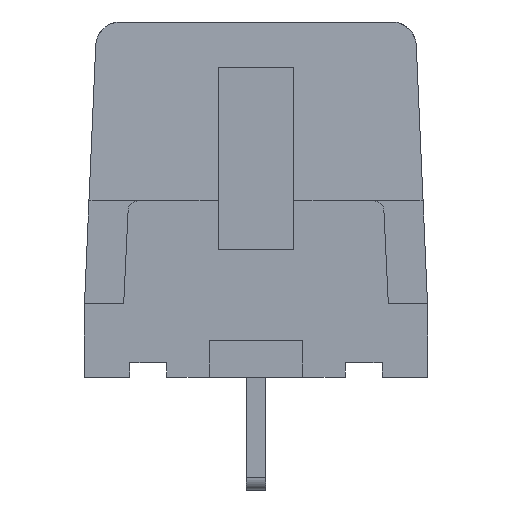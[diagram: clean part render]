
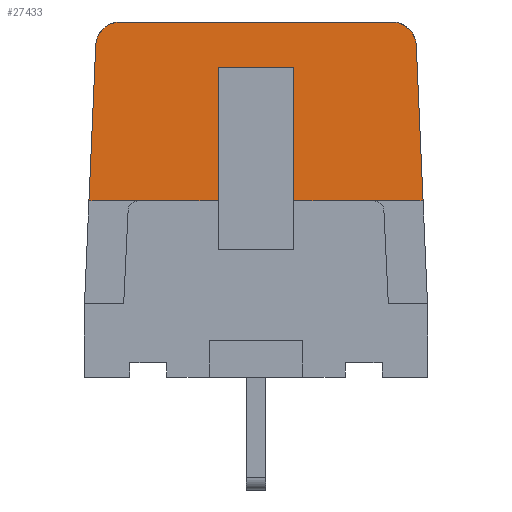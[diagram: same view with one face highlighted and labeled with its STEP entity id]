
A CAD part, front view. The second image highlights one B-rep face of the part: STEP entity #27433.
In plain terms, the highlighted planar face has unit normal (0, -1, 0.032).
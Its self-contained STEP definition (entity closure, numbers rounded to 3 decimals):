
#67 = CARTESIAN_POINT ( 'NONE',  ( -1.55, -4.37, 5.436 ) ) ;
#522 = VERTEX_POINT ( 'NONE', #23988 ) ;
#765 = CARTESIAN_POINT ( 'NONE',  ( 5.543, -4.31, 7.3 ) ) ;
#1111 = ORIENTED_EDGE ( 'NONE', *, *, #22411, .T. ) ;
#1215 = CARTESIAN_POINT ( 'NONE',  ( 6.817, -4.545, 0. ) ) ;
#1747 = EDGE_CURVE ( 'NONE', #32069, #22336, #18754, .T. ) ;
#1994 = VERTEX_POINT ( 'NONE', #1215 ) ;
#2519 = CARTESIAN_POINT ( 'NONE',  ( 5.4, -4.545, 0. ) ) ;
#3002 = ORIENTED_EDGE ( 'NONE', *, *, #1747, .T. ) ;
#3013 = LINE ( 'NONE', #33542, #34514 ) ;
#3050 =( BOUNDED_CURVE ( )  B_SPLINE_CURVE ( 3, ( #36321, #20643, #17584, #5639 ),
 .UNSPECIFIED., .F., .F. ) 
 B_SPLINE_CURVE_WITH_KNOTS ( ( 4, 4 ),
 ( 3.142, 4.669 ),
 .UNSPECIFIED. ) 
 CURVE ( )  GEOMETRIC_REPRESENTATION_ITEM ( )  RATIONAL_B_SPLINE_CURVE ( ( 1., 0.815, 0.815, 1. ) ) 
 REPRESENTATION_ITEM ( '' )  );
#3737 = PLANE ( 'NONE',  #26386 ) ;
#3738 = EDGE_CURVE ( 'NONE', #27287, #32183, #26608, .T. ) ;
#3808 = EDGE_CURVE ( 'NONE', #1994, #30235, #15710, .T. ) ;
#4117 = EDGE_CURVE ( 'NONE', #33679, #522, #3013, .T. ) ;
#5517 =( BOUNDED_CURVE ( )  B_SPLINE_CURVE ( 3, ( #6874, #9839, #16023, #765 ),
 .UNSPECIFIED., .F., .F. ) 
 B_SPLINE_CURVE_WITH_KNOTS ( ( 4, 4 ),
 ( 1.614, 3.142 ),
 .UNSPECIFIED. ) 
 CURVE ( )  GEOMETRIC_REPRESENTATION_ITEM ( )  RATIONAL_B_SPLINE_CURVE ( ( 1., 0.815, 0.815, 1. ) ) 
 REPRESENTATION_ITEM ( '' )  );
#5639 = CARTESIAN_POINT ( 'NONE',  ( -6.542, -4.341, 6.343 ) ) ;
#5820 = VECTOR ( 'NONE', #18238, 1000. ) ;
#5905 = LINE ( 'NONE', #34164, #22687 ) ;
#6198 = DIRECTION ( 'NONE',  ( -1., 0., 0. ) ) ;
#6837 = DIRECTION ( 'NONE',  ( 0., -0.032, -0.999 ) ) ;
#6874 = CARTESIAN_POINT ( 'NONE',  ( 6.542, -4.341, 6.343 ) ) ;
#9839 = CARTESIAN_POINT ( 'NONE',  ( 6.517, -4.323, 6.909 ) ) ;
#11559 = DIRECTION ( 'NONE',  ( -1., 0., 0. ) ) ;
#11783 = VECTOR ( 'NONE', #6198, 1000. ) ;
#11827 = VERTEX_POINT ( 'NONE', #25856 ) ;
#12206 = CARTESIAN_POINT ( 'NONE',  ( -6.542, -4.341, 6.343 ) ) ;
#12278 = LINE ( 'NONE', #15486, #11783 ) ;
#12760 = CARTESIAN_POINT ( 'NONE',  ( -5.543, -4.31, 7.3 ) ) ;
#12900 = DIRECTION ( 'NONE',  ( 0., -0.999, 0.032 ) ) ;
#13098 = CARTESIAN_POINT ( 'NONE',  ( 1.55, -4.37, 5.436 ) ) ;
#13999 = EDGE_CURVE ( 'NONE', #35901, #30017, #28871, .T. ) ;
#14808 = ORIENTED_EDGE ( 'NONE', *, *, #13999, .F. ) ;
#15394 = CARTESIAN_POINT ( 'NONE',  ( 6.542, -4.341, 6.343 ) ) ;
#15486 = CARTESIAN_POINT ( 'NONE',  ( 0., -4.545, 0. ) ) ;
#15710 = LINE ( 'NONE', #31830, #19981 ) ;
#15891 = CARTESIAN_POINT ( 'NONE',  ( 1.55, -4.545, 0. ) ) ;
#16023 = CARTESIAN_POINT ( 'NONE',  ( 6.108, -4.31, 7.3 ) ) ;
#16586 = DIRECTION ( 'NONE',  ( -0.043, 0.032, 0.999 ) ) ;
#16661 = VECTOR ( 'NONE', #37671, 1000. ) ;
#16846 = ORIENTED_EDGE ( 'NONE', *, *, #3808, .T. ) ;
#17584 = CARTESIAN_POINT ( 'NONE',  ( -6.517, -4.323, 6.909 ) ) ;
#17973 = CARTESIAN_POINT ( 'NONE',  ( 0., -4.545, 0. ) ) ;
#18233 = CARTESIAN_POINT ( 'NONE',  ( -6.542, -4.341, 6.343 ) ) ;
#18238 = DIRECTION ( 'NONE',  ( -1., 0., 0. ) ) ;
#18754 = LINE ( 'NONE', #12206, #31072 ) ;
#19300 = CARTESIAN_POINT ( 'NONE',  ( 3.25, -4.428, 3.65 ) ) ;
#19981 = VECTOR ( 'NONE', #16586, 1000. ) ;
#20643 = CARTESIAN_POINT ( 'NONE',  ( -6.108, -4.31, 7.3 ) ) ;
#21429 = ORIENTED_EDGE ( 'NONE', *, *, #38151, .F. ) ;
#21579 = EDGE_CURVE ( 'NONE', #32183, #32069, #3050, .T. ) ;
#22336 = VERTEX_POINT ( 'NONE', #37694 ) ;
#22411 = EDGE_CURVE ( 'NONE', #522, #33233, #35383, .T. ) ;
#22687 = VECTOR ( 'NONE', #25498, 1000. ) ;
#23988 = CARTESIAN_POINT ( 'NONE',  ( 1.55, -4.37, 5.436 ) ) ;
#24317 = LINE ( 'NONE', #2519, #29025 ) ;
#24989 = ORIENTED_EDGE ( 'NONE', *, *, #4117, .T. ) ;
#25407 = CARTESIAN_POINT ( 'NONE',  ( 3.25, -4.31, 7.3 ) ) ;
#25498 = DIRECTION ( 'NONE',  ( 0., 0.032, 0.999 ) ) ;
#25856 = CARTESIAN_POINT ( 'NONE',  ( 4.819, -4.545, 0. ) ) ;
#25910 = EDGE_CURVE ( 'NONE', #30017, #22336, #12278, .T. ) ;
#25981 = FACE_OUTER_BOUND ( 'NONE', #36965, .T. ) ;
#25996 = ORIENTED_EDGE ( 'NONE', *, *, #25910, .F. ) ;
#26011 = CARTESIAN_POINT ( 'NONE',  ( 5.4, -4.545, 0. ) ) ;
#26312 = VECTOR ( 'NONE', #37434, 1000. ) ;
#26386 = AXIS2_PLACEMENT_3D ( 'NONE', #19300, #12900, #6837 ) ;
#26608 = LINE ( 'NONE', #25407, #16661 ) ;
#27287 = VERTEX_POINT ( 'NONE', #34031 ) ;
#27433 = ADVANCED_FACE ( 'NONE', ( #25981 ), #3737, .T. ) ;
#27502 = EDGE_CURVE ( 'NONE', #35901, #33679, #5905, .T. ) ;
#27797 = CARTESIAN_POINT ( 'NONE',  ( -1.55, -4.545, 0. ) ) ;
#28871 = LINE ( 'NONE', #26011, #35069 ) ;
#29025 = VECTOR ( 'NONE', #11559, 1000. ) ;
#29147 = ORIENTED_EDGE ( 'NONE', *, *, #30942, .F. ) ;
#29186 = EDGE_CURVE ( 'NONE', #30235, #27287, #5517, .T. ) ;
#30017 = VERTEX_POINT ( 'NONE', #35447 ) ;
#30235 = VERTEX_POINT ( 'NONE', #15394 ) ;
#30942 = EDGE_CURVE ( 'NONE', #11827, #33233, #24317, .T. ) ;
#31072 = VECTOR ( 'NONE', #33711, 1000. ) ;
#31342 = ORIENTED_EDGE ( 'NONE', *, *, #21579, .T. ) ;
#31830 = CARTESIAN_POINT ( 'NONE',  ( 6.817, -4.545, 0. ) ) ;
#32069 = VERTEX_POINT ( 'NONE', #18233 ) ;
#32183 = VERTEX_POINT ( 'NONE', #12760 ) ;
#32395 = DIRECTION ( 'NONE',  ( -1., 0., 0. ) ) ;
#33233 = VERTEX_POINT ( 'NONE', #15891 ) ;
#33542 = CARTESIAN_POINT ( 'NONE',  ( 3.25, -4.37, 5.436 ) ) ;
#33679 = VERTEX_POINT ( 'NONE', #67 ) ;
#33711 = DIRECTION ( 'NONE',  ( -0.043, -0.032, -0.999 ) ) ;
#34031 = CARTESIAN_POINT ( 'NONE',  ( 5.543, -4.31, 7.3 ) ) ;
#34164 = CARTESIAN_POINT ( 'NONE',  ( -1.55, -4.545, 0. ) ) ;
#34514 = VECTOR ( 'NONE', #34732, 1000. ) ;
#34732 = DIRECTION ( 'NONE',  ( 1., 0., 0. ) ) ;
#35069 = VECTOR ( 'NONE', #32395, 1000. ) ;
#35383 = LINE ( 'NONE', #13098, #26312 ) ;
#35395 = LINE ( 'NONE', #17973, #5820 ) ;
#35447 = CARTESIAN_POINT ( 'NONE',  ( -4.819, -4.545, 0. ) ) ;
#35901 = VERTEX_POINT ( 'NONE', #27797 ) ;
#36321 = CARTESIAN_POINT ( 'NONE',  ( -5.543, -4.31, 7.3 ) ) ;
#36965 = EDGE_LOOP ( 'NONE', ( #37613, #24989, #1111, #29147, #21429, #16846, #38280, #37570, #31342, #3002, #25996, #14808 ) ) ;
#37434 = DIRECTION ( 'NONE',  ( 0., -0.032, -0.999 ) ) ;
#37570 = ORIENTED_EDGE ( 'NONE', *, *, #3738, .T. ) ;
#37613 = ORIENTED_EDGE ( 'NONE', *, *, #27502, .T. ) ;
#37671 = DIRECTION ( 'NONE',  ( -1., 0., 0. ) ) ;
#37694 = CARTESIAN_POINT ( 'NONE',  ( -6.817, -4.545, 0. ) ) ;
#38151 = EDGE_CURVE ( 'NONE', #1994, #11827, #35395, .T. ) ;
#38280 = ORIENTED_EDGE ( 'NONE', *, *, #29186, .T. ) ;
